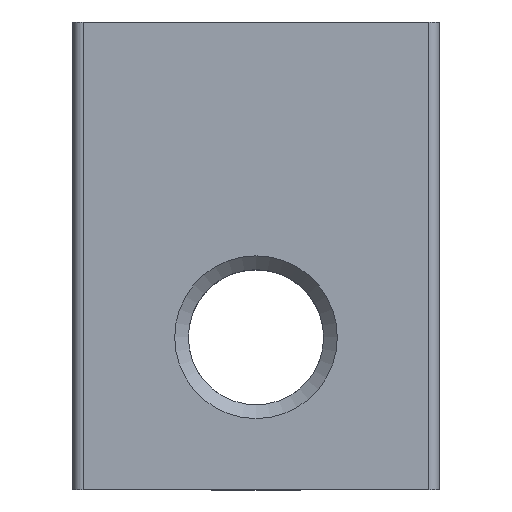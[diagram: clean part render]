
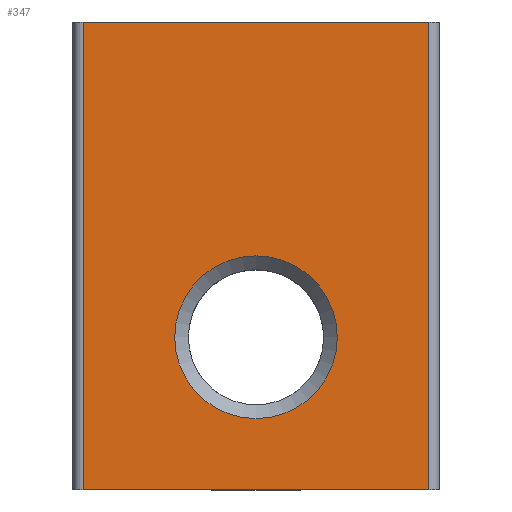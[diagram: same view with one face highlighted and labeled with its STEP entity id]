
A CAD part, top view. The second image highlights one B-rep face of the part: STEP entity #347.
In plain terms, the highlighted planar face has unit normal (0, 0, 1).
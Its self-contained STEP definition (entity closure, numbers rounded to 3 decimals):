
#14=FACE_BOUND('',#71,.T.);
#22=PLANE('',#406);
#53=FACE_OUTER_BOUND('',#70,.T.);
#70=EDGE_LOOP('',(#315,#316,#317,#318));
#71=EDGE_LOOP('',(#319,#320));
#83=LINE('',#614,#107);
#87=LINE('',#632,#111);
#90=LINE('',#646,#114);
#96=LINE('',#658,#120);
#107=VECTOR('',#456,1000.);
#111=VECTOR('',#472,1000.);
#114=VECTOR('',#487,1000.);
#120=VECTOR('',#505,1000.);
#123=CIRCLE('',#372,4.);
#124=CIRCLE('',#373,4.);
#145=VERTEX_POINT('',#516);
#146=VERTEX_POINT('',#517);
#165=VERTEX_POINT('',#612);
#166=VERTEX_POINT('',#613);
#173=VERTEX_POINT('',#630);
#174=VERTEX_POINT('',#631);
#180=EDGE_CURVE('',#145,#146,#123,.T.);
#181=EDGE_CURVE('',#146,#145,#124,.T.);
#205=EDGE_CURVE('',#165,#166,#83,.T.);
#214=EDGE_CURVE('',#173,#174,#87,.T.);
#222=EDGE_CURVE('',#165,#173,#90,.T.);
#228=EDGE_CURVE('',#166,#174,#96,.T.);
#315=ORIENTED_EDGE('',*,*,#214,.T.);
#316=ORIENTED_EDGE('',*,*,#228,.F.);
#317=ORIENTED_EDGE('',*,*,#205,.F.);
#318=ORIENTED_EDGE('',*,*,#222,.T.);
#319=ORIENTED_EDGE('',*,*,#180,.T.);
#320=ORIENTED_EDGE('',*,*,#181,.T.);
#347=ADVANCED_FACE('',(#53,#14),#22,.F.);
#372=AXIS2_PLACEMENT_3D('',#518,#414,#415);
#373=AXIS2_PLACEMENT_3D('',#519,#416,#417);
#406=AXIS2_PLACEMENT_3D('',#657,#503,#504);
#414=DIRECTION('center_axis',(0.,0.,-1.));
#415=DIRECTION('ref_axis',(1.,0.,0.));
#416=DIRECTION('center_axis',(0.,0.,-1.));
#417=DIRECTION('ref_axis',(1.,0.,0.));
#456=DIRECTION('',(1.,0.,0.));
#472=DIRECTION('',(1.,0.,0.));
#487=DIRECTION('',(0.,-1.,0.));
#503=DIRECTION('center_axis',(0.,0.,-1.));
#504=DIRECTION('ref_axis',(0.,-1.,0.));
#505=DIRECTION('',(0.,-1.,0.));
#516=CARTESIAN_POINT('',(4.,0.,0.));
#517=CARTESIAN_POINT('',(-4.,0.,0.));
#518=CARTESIAN_POINT('Origin',(0.,0.,0.));
#519=CARTESIAN_POINT('Origin',(0.,0.,0.));
#612=CARTESIAN_POINT('',(-8.5,15.5,0.));
#613=CARTESIAN_POINT('',(8.5,15.5,0.));
#614=CARTESIAN_POINT('',(-8.5,15.5,0.));
#630=CARTESIAN_POINT('',(-8.5,-7.5,0.));
#631=CARTESIAN_POINT('',(8.5,-7.5,0.));
#632=CARTESIAN_POINT('',(-8.5,-7.5,0.));
#646=CARTESIAN_POINT('',(-8.5,15.5,0.));
#657=CARTESIAN_POINT('Origin',(-8.5,15.5,0.));
#658=CARTESIAN_POINT('',(8.5,15.5,0.));
